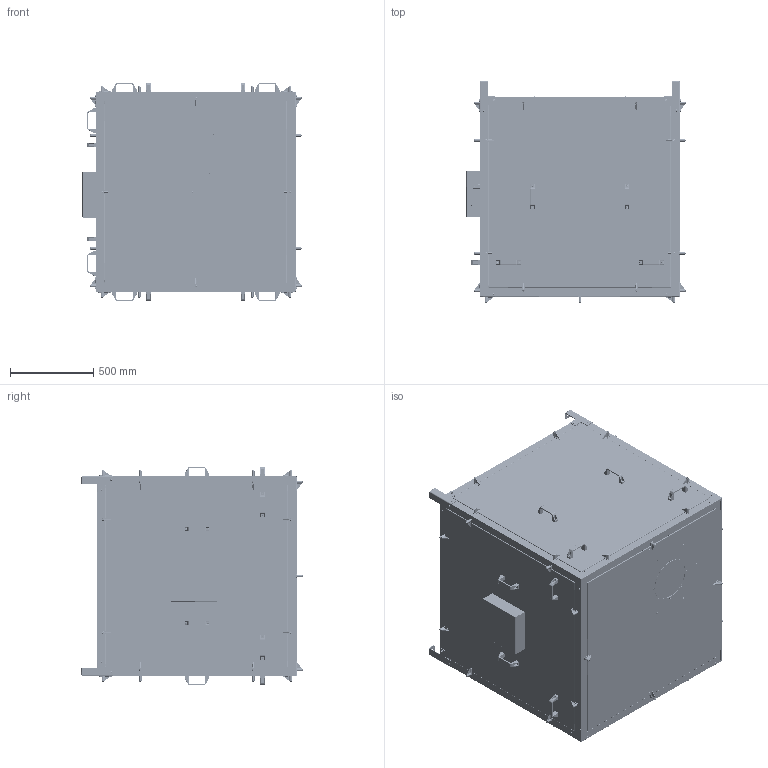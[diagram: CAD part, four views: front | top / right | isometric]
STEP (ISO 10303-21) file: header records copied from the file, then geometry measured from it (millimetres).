
FILE_DESCRIPTION(/* description */ ('814K40 WPA-BOX-11'),/* implementation_level */ '2;1');
FILE_NAME(/* name */ 'Karta zmian ''b''\814K40 WPA-BOX-11.stp',/* time_stamp */ '2022-05-13T13:57:19+02:00',/* author */ ('a.korpacki'),/* organization */ ('KLIMAWENT S.A.'),/* preprocessor_version */ 'ST-DEVELOPER v18.1',/* originating_system */ 'Autodesk Inventor 2021',/* authorisation */ '');
FILE_SCHEMA (('AUTOMOTIVE_DESIGN { 1 0 10303 214 3 1 1 }'));
Products named in the file (1): ~~
Bounding box: 1319.4 x 1331.5 x 1311.7 mm (x, y, z)
Volume: 347091121.4 mm3; surface area: 25083219.5 mm2
Topology: 2 solids, 4 shells, 8462 faces, 22528 edges, 14155 vertices
Faces by surface type: plane 5274, cylinder 1820, cone 569, torus 477, bspline 194, sphere 128
Full cylindrical faces by diameter (mm): 2 x1, 3.3 x65, 4 x30, 4.2 x10, 4.3 x20, 4.4 x8, 6.88 x3, 8 x162, 9 x40, 10 x27, 11.63 x8, 12 x24, 12.3 x12, 14 x52, 15.1 x36, 21 x1, 30 x1, 245 x1, 246.93 x3, 248 x3, 250 x3, 250.93 x1, 251 x2, 252 x1, 260 x1, 267 x2
Entity records: 282599 total; most frequent: CARTESIAN_POINT 63596, ORIENTED_EDGE 44698, DIRECTION 42822, EDGE_CURVE 22351, LINE 14276, VECTOR 14276, AXIS2_PLACEMENT_3D 14273, VERTEX_POINT 14155
